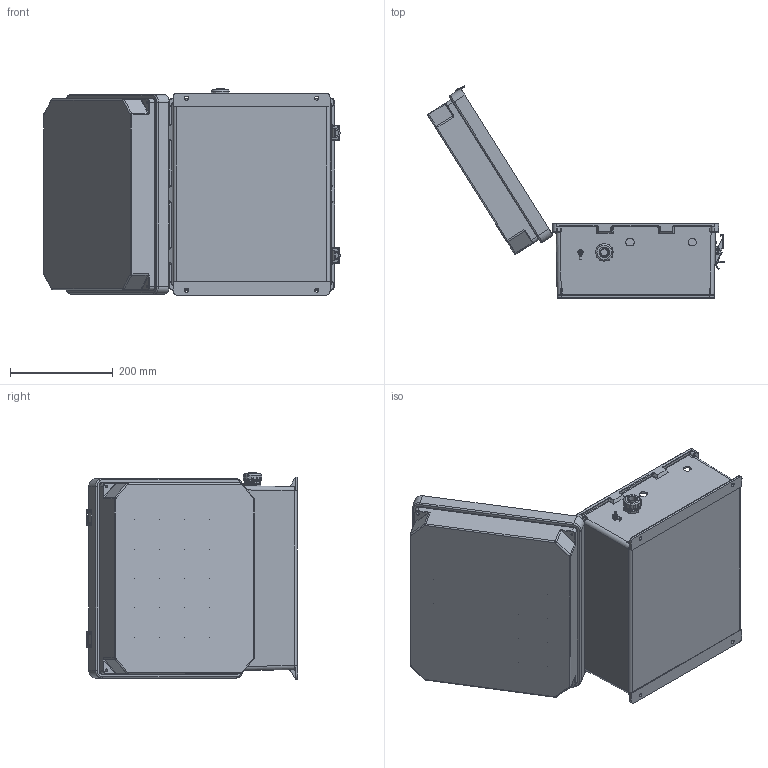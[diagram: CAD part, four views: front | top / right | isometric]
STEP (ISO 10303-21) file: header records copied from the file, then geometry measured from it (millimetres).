
FILE_DESCRIPTION (( 'STEP AP214' ), '1' );
FILE_NAME ('TEF141207-01-UL.STEP', '2018-11-20T14:55:06', ( '' ), ( '' ), 'SwSTEP 2.0', 'SolidWorks 2017', '' );
FILE_SCHEMA (( 'AUTOMOTIVE_DESIGN' ));
Length unit declared in the file: inch
Products named in the file (17): XCT-0011; XCT-0010; XF451-01; XFW-0002; XFN-0003; XCT-0005; XFS-0026; XC-0003; NB141207-DoorClasp-2; NB141207-DoorClasp-1; NB141207-Lid-2; NB141207-Hinge; NB141207-Box; TEF141207-01-UL; NEMA 14-400 GroundWire; XFS-0017; 10-32 NEMA PLATE SCREW
Assembly tree (23 placements, depth 2):
  TEF141207-01-UL
    NB141207-Box
    NB141207-Hinge  x2
    NB141207-Lid-2
    NB141207-DoorClasp-1  x2
    NB141207-DoorClasp-2  x2
    XC-0003
    XFS-0026
    XCT-0005
    XFN-0003  x2
    XFW-0002
    XF451-01
    XCT-0010
    XCT-0011
    10-32 NEMA PLATE SCREW  x4
    XFS-0017
    NEMA 14-400 GroundWire
Bounding box: 578.07 x 413.05 x 402.37 mm (x, y, z)
Volume: 2194889.1 mm3; surface area: 1349533.4 mm2
Topology: 29 solids, 30 shells, 2227 faces, 5753 edges, 3593 vertices
Faces by surface type: plane 851, cylinder 804, cone 227, torus 186, bspline 151, sphere 8
Full cylindrical faces by diameter (mm): 2.705 x16, 3.15 x4, 3.175 x20, 3.302 x4, 3.556 x9, 3.607 x1, 4.064 x4, 4.572 x2, 5.004 x1, 5.182 x1, 5.3 x2, 5.639 x1, 6.35 x4, 6.5 x4, 6.655 x1, 7.62 x3, 8 x4, 8.928 x4, 9.22 x1, 9.296 x4, 9.525 x1, 10 x4, 11.024 x2, 13.538 x2, 14.315 x1, 16.281 x1, 18.491 x1, 19.406 x2, 20.345 x2, 21.215 x1
Entity records: 62807 total; most frequent: CARTESIAN_POINT 16458, DIRECTION 8494, ORIENTED_EDGE 8470, EDGE_CURVE 4235, AXIS2_PLACEMENT_3D 3225, VERTEX_POINT 2795, EDGE_LOOP 2262, LINE 2044
